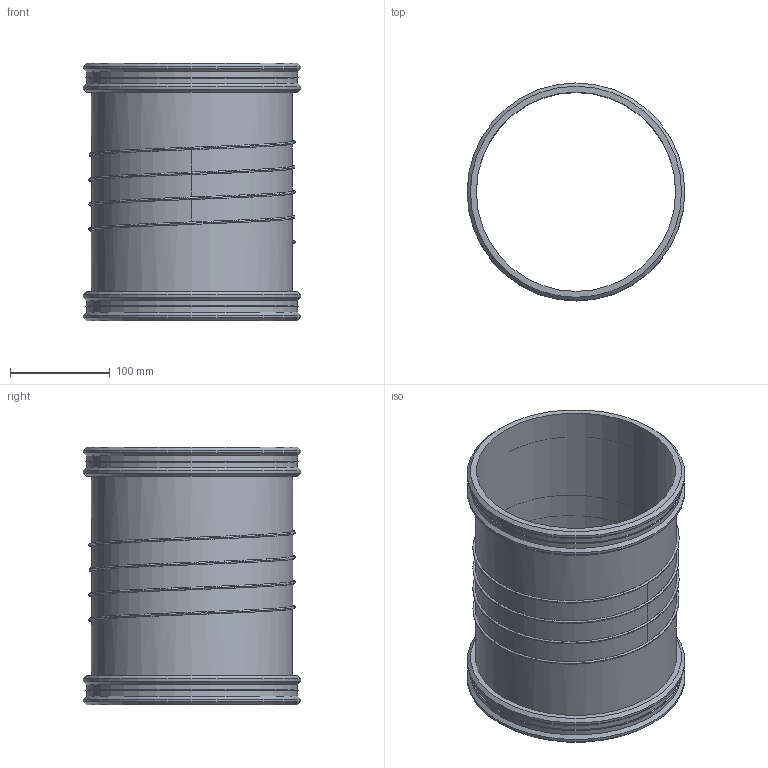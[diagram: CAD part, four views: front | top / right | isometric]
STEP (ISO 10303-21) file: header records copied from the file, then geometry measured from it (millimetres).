
FILE_DESCRIPTION(/* description */ (''),/* implementation_level */ '2;1');
FILE_NAME(/* name */ '22116 BFM Flexi 200mm x 200mm L v1.step',/* time_stamp */ '2020-05-25T08:52:29+12:00',/* author */ (''),/* organization */ (''),/* preprocessor_version */ 'ST-DEVELOPER v18.1',/* originating_system */ 'Autodesk Translation Framework v9.3.0.1241',/* authorisation */ '');
FILE_SCHEMA (('AUTOMOTIVE_DESIGN { 1 0 10303 214 3 1 1 }'));
Length unit declared in the file: millimetre
Products named in the file (1): 22116 BFM Flexi 200mm x 200mm L
Bounding box: 218.4 x 218.4 x 258.8 mm (x, y, z)
Volume: 402670.7 mm3; surface area: 373063.6 mm2
Topology: 2 solids, 2 shells, 33 faces, 66 edges, 38 vertices
Faces by surface type: cylinder 13, cone 13, plane 5, bspline 2
Full cylindrical faces by diameter (mm): 200 x1, 201.8 x4, 211.8 x4, 218.4 x4
Entity records: 2772 total; most frequent: CARTESIAN_POINT 2042, DIRECTION 151, ORIENTED_EDGE 136, EDGE_CURVE 68, AXIS2_PLACEMENT_3D 62, VERTEX_POINT 40, EDGE_LOOP 36, FACE_OUTER_BOUND 33
